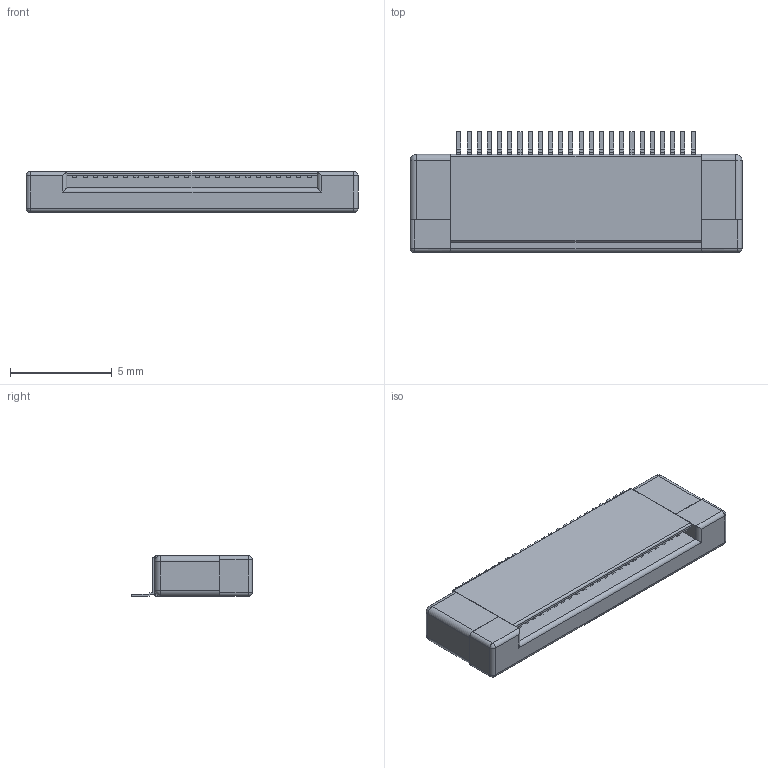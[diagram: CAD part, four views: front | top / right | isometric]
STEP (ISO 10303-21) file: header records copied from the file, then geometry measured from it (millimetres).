
FILE_DESCRIPTION(/* description */ (''),/* implementation_level */ '2;1');
FILE_NAME(/* name */ 'FPC 24 - AFC07-S24ECA-00.step',/* time_stamp */ '2021-04-11T23:56:30+02:00',/* author */ (''),/* organization */ (''),/* preprocessor_version */ 'ST-DEVELOPER v18.1',/* originating_system */ 'Autodesk Translation Framework v10.6.0.1341',/* authorisation */ '');
FILE_SCHEMA (('AUTOMOTIVE_DESIGN { 1 0 10303 214 3 1 1 }'));
Length unit declared in the file: millimetre
Products named in the file (1): FPC 24 - AFC07-S24ECA-00
Bounding box: 16.3 x 5.92 x 2 mm (x, y, z)
Volume: 144.4 mm3; surface area: 392.1 mm2
Topology: 52 solids, 52 shells, 496 faces, 1148 edges, 756 vertices
Faces by surface type: plane 462, cylinder 26, sphere 8
Entity records: 13772 total; most frequent: CARTESIAN_POINT 2401, ORIENTED_EDGE 2296, DIRECTION 2190, EDGE_CURVE 1148, LINE 1100, VECTOR 1100, VERTEX_POINT 756, AXIS2_PLACEMENT_3D 545
